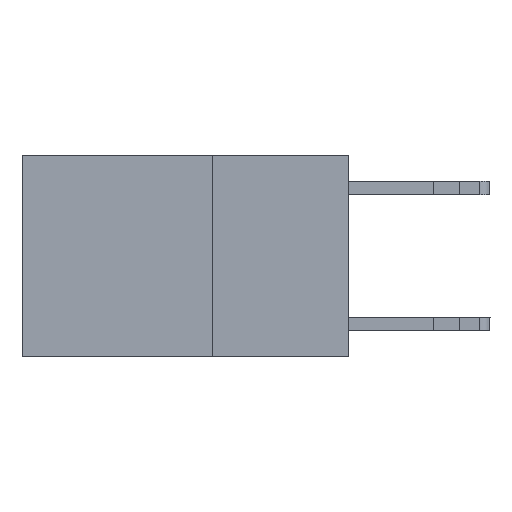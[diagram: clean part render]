
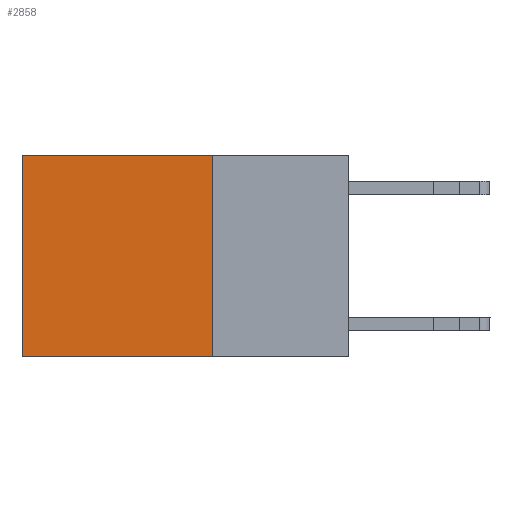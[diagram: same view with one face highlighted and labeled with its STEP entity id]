
A CAD part, left-side view. The second image highlights one B-rep face of the part: STEP entity #2858.
In plain terms, the highlighted planar face has unit normal (-1, 0, 0).
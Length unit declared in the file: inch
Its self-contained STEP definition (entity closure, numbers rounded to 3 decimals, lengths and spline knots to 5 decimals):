
#219 = CARTESIAN_POINT ( 'NONE',  ( 0.2625, 0.25, -0.37 ) ) ;
#941 = DIRECTION ( 'NONE',  ( 0., 1., 0. ) ) ;
#2478 = DIRECTION ( 'NONE',  ( 1., 0., 0. ) ) ;
#2858 = ADVANCED_FACE ( 'NONE', ( #20316 ), #8571, .F. ) ;
#2900 = VERTEX_POINT ( 'NONE', #9937 ) ;
#2932 = CARTESIAN_POINT ( 'NONE',  ( 0.2625, 0.6, 0. ) ) ;
#3099 = VECTOR ( 'NONE', #941, 39.37008 ) ;
#4193 = CARTESIAN_POINT ( 'NONE',  ( 0.2625, 0.25, 0. ) ) ;
#4516 = LINE ( 'NONE', #20587, #11432 ) ;
#5543 = VECTOR ( 'NONE', #25371, 39.37008 ) ;
#6498 = EDGE_CURVE ( 'NONE', #19282, #2900, #17273, .T. ) ;
#6621 = CARTESIAN_POINT ( 'NONE',  ( 0.2625, 0.6, 0. ) ) ;
#7784 = EDGE_CURVE ( 'NONE', #9071, #19282, #23380, .T. ) ;
#8099 = DIRECTION ( 'NONE',  ( 0., 0., -1. ) ) ;
#8318 = DIRECTION ( 'NONE',  ( 0., 1., 0. ) ) ;
#8571 = PLANE ( 'NONE',  #18693 ) ;
#8975 = CARTESIAN_POINT ( 'NONE',  ( 0.2625, 0.25, -0.37 ) ) ;
#9071 = VERTEX_POINT ( 'NONE', #4193 ) ;
#9415 = CARTESIAN_POINT ( 'NONE',  ( 0.2625, 0.25, 0. ) ) ;
#9937 = CARTESIAN_POINT ( 'NONE',  ( 0.2625, 0.6, -0.37 ) ) ;
#10300 = LINE ( 'NONE', #219, #20745 ) ;
#10917 = ORIENTED_EDGE ( 'NONE', *, *, #20486, .F. ) ;
#11432 = VECTOR ( 'NONE', #8099, 39.37008 ) ;
#17273 = LINE ( 'NONE', #2932, #5543 ) ;
#18561 = ORIENTED_EDGE ( 'NONE', *, *, #7784, .T. ) ;
#18693 = AXIS2_PLACEMENT_3D ( 'NONE', #22167, #2478, #22044 ) ;
#19040 = ORIENTED_EDGE ( 'NONE', *, *, #19629, .F. ) ;
#19282 = VERTEX_POINT ( 'NONE', #6621 ) ;
#19438 = EDGE_LOOP ( 'NONE', ( #20112, #19040, #10917, #18561 ) ) ;
#19629 = EDGE_CURVE ( 'NONE', #22460, #2900, #10300, .T. ) ;
#20112 = ORIENTED_EDGE ( 'NONE', *, *, #6498, .T. ) ;
#20316 = FACE_OUTER_BOUND ( 'NONE', #19438, .T. ) ;
#20486 = EDGE_CURVE ( 'NONE', #9071, #22460, #4516, .T. ) ;
#20587 = CARTESIAN_POINT ( 'NONE',  ( 0.2625, 0.25, 0. ) ) ;
#20745 = VECTOR ( 'NONE', #8318, 39.37008 ) ;
#22044 = DIRECTION ( 'NONE',  ( 0., 0., -1. ) ) ;
#22167 = CARTESIAN_POINT ( 'NONE',  ( 0.2625, 0.25, 0. ) ) ;
#22460 = VERTEX_POINT ( 'NONE', #8975 ) ;
#23380 = LINE ( 'NONE', #9415, #3099 ) ;
#25371 = DIRECTION ( 'NONE',  ( 0., 0., -1. ) ) ;
